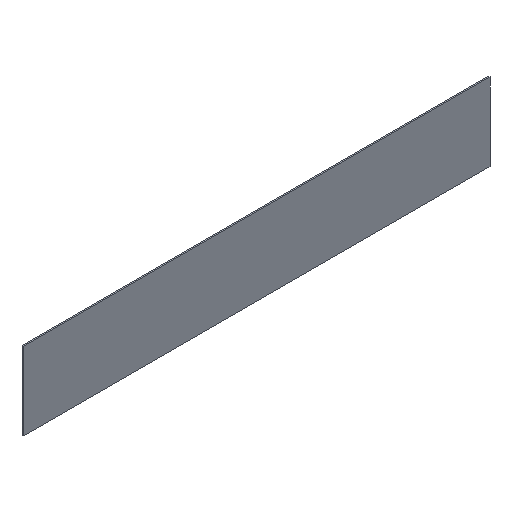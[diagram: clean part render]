
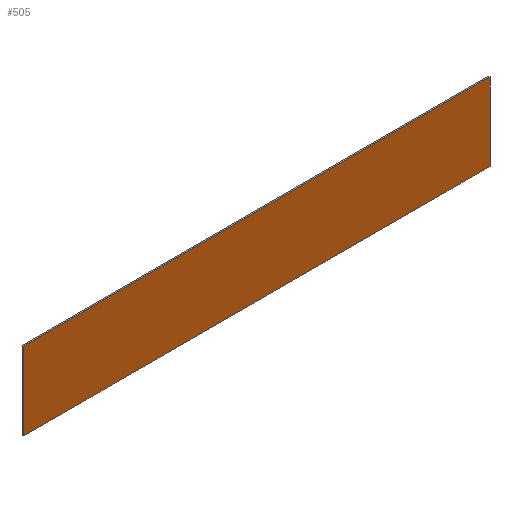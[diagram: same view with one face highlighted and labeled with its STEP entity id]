
A CAD part, isometric view. The second image highlights one B-rep face of the part: STEP entity #505.
In plain terms, the highlighted planar face has unit normal (0, -1, 0).
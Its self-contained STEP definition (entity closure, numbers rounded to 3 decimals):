
#85 = PLANE ( 'NONE',  #128 ) ;
#128 = AXIS2_PLACEMENT_3D ( 'NONE', #269, #179, #1116 ) ;
#131 = LINE ( 'NONE', #1095, #1112 ) ;
#144 = FACE_OUTER_BOUND ( 'NONE', #1060, .T. ) ;
#179 = DIRECTION ( 'NONE',  ( 0., 1., 0. ) ) ;
#182 = LINE ( 'NONE', #1196, #333 ) ;
#259 = DIRECTION ( 'NONE',  ( 0., 0., -1. ) ) ;
#266 = VERTEX_POINT ( 'NONE', #685 ) ;
#269 = CARTESIAN_POINT ( 'NONE',  ( 0., -0.1, 0. ) ) ;
#332 = CARTESIAN_POINT ( 'NONE',  ( 0., -0.1, 5. ) ) ;
#333 = VECTOR ( 'NONE', #645, 1000. ) ;
#362 = VERTEX_POINT ( 'NONE', #986 ) ;
#394 = ORIENTED_EDGE ( 'NONE', *, *, #587, .F. ) ;
#424 = VERTEX_POINT ( 'NONE', #1161 ) ;
#450 = DIRECTION ( 'NONE',  ( -1., 0., 0. ) ) ;
#451 = EDGE_CURVE ( 'NONE', #1172, #424, #812, .T. ) ;
#456 = CARTESIAN_POINT ( 'NONE',  ( 0., -0.1, 5. ) ) ;
#458 = VECTOR ( 'NONE', #487, 1000. ) ;
#487 = DIRECTION ( 'NONE',  ( 1., 0., 0. ) ) ;
#505 = ADVANCED_FACE ( 'NONE', ( #144 ), #85, .F. ) ;
#508 = ORIENTED_EDGE ( 'NONE', *, *, #1113, .F. ) ;
#587 = EDGE_CURVE ( 'NONE', #424, #266, #1029, .T. ) ;
#645 = DIRECTION ( 'NONE',  ( 0., 0., 1. ) ) ;
#685 = CARTESIAN_POINT ( 'NONE',  ( 30., -0.1, 0. ) ) ;
#812 = LINE ( 'NONE', #332, #458 ) ;
#976 = VECTOR ( 'NONE', #259, 1000. ) ;
#986 = CARTESIAN_POINT ( 'NONE',  ( 0., -0.1, 0. ) ) ;
#1026 = EDGE_CURVE ( 'NONE', #362, #1172, #182, .T. ) ;
#1029 = LINE ( 'NONE', #1114, #976 ) ;
#1060 = EDGE_LOOP ( 'NONE', ( #1117, #508, #394, #1163 ) ) ;
#1095 = CARTESIAN_POINT ( 'NONE',  ( 0., -0.1, 0. ) ) ;
#1112 = VECTOR ( 'NONE', #450, 1000. ) ;
#1113 = EDGE_CURVE ( 'NONE', #266, #362, #131, .T. ) ;
#1114 = CARTESIAN_POINT ( 'NONE',  ( 30., -0.1, 0. ) ) ;
#1116 = DIRECTION ( 'NONE',  ( 0., 0., 1. ) ) ;
#1117 = ORIENTED_EDGE ( 'NONE', *, *, #1026, .F. ) ;
#1161 = CARTESIAN_POINT ( 'NONE',  ( 30., -0.1, 5. ) ) ;
#1163 = ORIENTED_EDGE ( 'NONE', *, *, #451, .F. ) ;
#1172 = VERTEX_POINT ( 'NONE', #456 ) ;
#1196 = CARTESIAN_POINT ( 'NONE',  ( 0., -0.1, 0. ) ) ;
